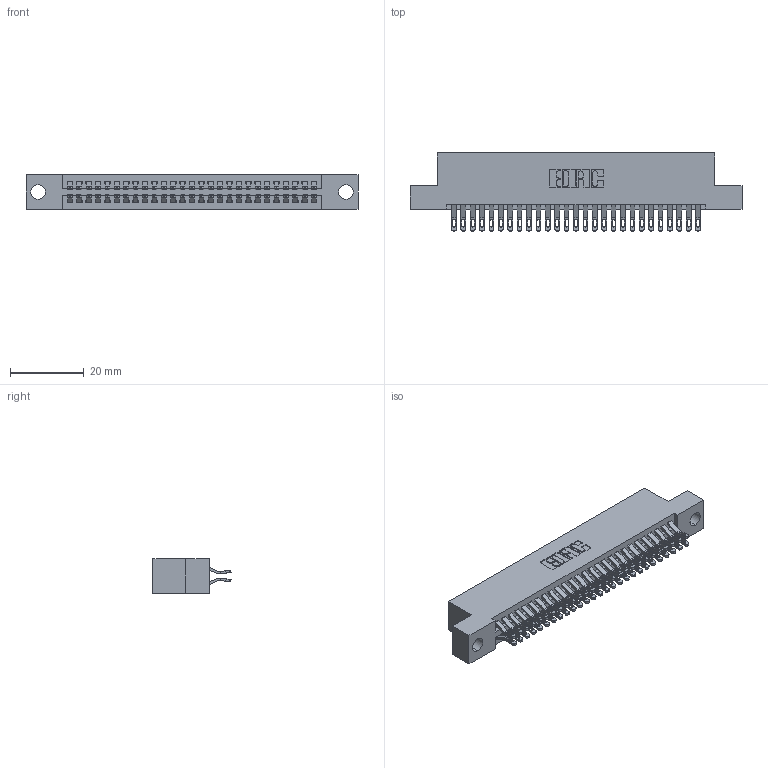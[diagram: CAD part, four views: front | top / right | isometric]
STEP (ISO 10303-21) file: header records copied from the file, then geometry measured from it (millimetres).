
FILE_DESCRIPTION (( 'STEP AP203' ), '1' );
FILE_NAME ('395-054-555-204.STEP', '2018-11-21T11:12:09', ( '' ), ( '' ), 'SwSTEP 2.0', 'SolidWorks 2016', '' );
FILE_SCHEMA (( 'CONFIG_CONTROL_DESIGN' ));
Length unit declared in the file: inch
Products named in the file (3): 395-054-555-204; 345 Part_Flush Mounting Lugs - 0.156 Dia-TH; 345-292-001_555 Tail
Assembly tree (55 placements, depth 2):
  395-054-555-204
    345 Part_Flush Mounting Lugs - 0.156 Dia-TH
    345-292-001_555 Tail  x54
Bounding box: 89.79 x 21.13 x 9.4 mm (x, y, z)
Volume: 8651.7 mm3; surface area: 12858.1 mm2
Topology: 55 solids, 55 shells, 3150 faces, 9899 edges, 6598 vertices
Faces by surface type: plane 1754, cylinder 1396
Entity records: 23533 total; most frequent: CARTESIAN_POINT 3994, ORIENTED_EDGE 3898, DIRECTION 3509, EDGE_CURVE 1949, VECTOR 1689, LINE 1689, VERTEX_POINT 1298, AXIS2_PLACEMENT_3D 910
